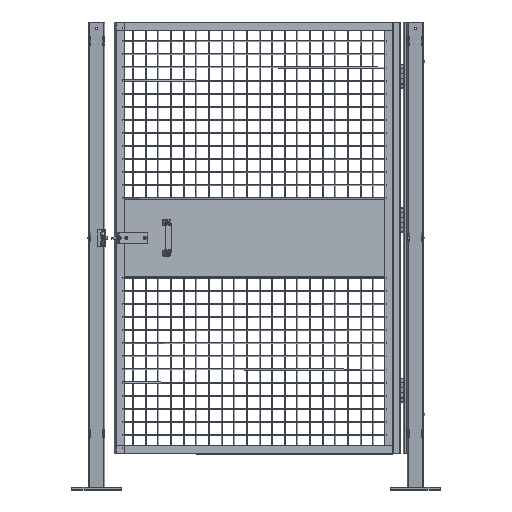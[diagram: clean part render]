
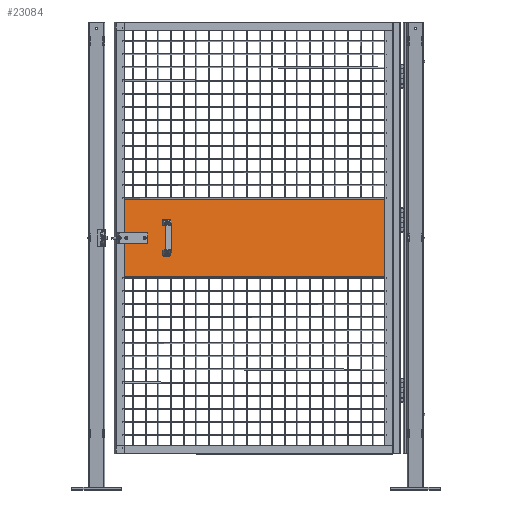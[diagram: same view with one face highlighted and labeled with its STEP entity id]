
A CAD part, top view. The second image highlights one B-rep face of the part: STEP entity #23084.
In plain terms, the highlighted planar face has unit normal (0.259, 0, 0.966).
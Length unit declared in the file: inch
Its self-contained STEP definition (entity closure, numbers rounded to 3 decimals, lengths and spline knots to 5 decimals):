
#423 = CARTESIAN_POINT ( 'NONE',  ( -44.04061, 37.6685, 12.42318 ) ) ;
#484 = CARTESIAN_POINT ( 'NONE',  ( -44.40283, 38.106, 12.52024 ) ) ;
#522 = CARTESIAN_POINT ( 'NONE',  ( -44.52357, 43.9735, 12.55259 ) ) ;
#714 = ORIENTED_EDGE ( 'NONE', *, *, #42184, .T. ) ;
#813 = LINE ( 'NONE', #30881, #38548 ) ;
#1670 = FACE_BOUND ( 'NONE', #62947, .T. ) ;
#2049 = EDGE_CURVE ( 'NONE', #45392, #43914, #23117, .T. ) ;
#2950 = DIRECTION ( 'NONE',  ( -0.259, 0., -0.966 ) ) ;
#3407 = CIRCLE ( 'NONE', #25514, 0.125 ) ;
#3655 = VECTOR ( 'NONE', #3949, 39.37008 ) ;
#3697 = CARTESIAN_POINT ( 'NONE',  ( -38.24505, 40.5435, 10.87026 ) ) ;
#3949 = DIRECTION ( 'NONE',  ( 0., 1., 0. ) ) ;
#5315 = CARTESIAN_POINT ( 'NONE',  ( -38.24505, 35.731, 10.87026 ) ) ;
#5384 = CARTESIAN_POINT ( 'NONE',  ( -4.67913, 43.9735, 1.8763 ) ) ;
#5745 = LINE ( 'NONE', #6394, #15082 ) ;
#6207 = VECTOR ( 'NONE', #9901, 39.37008 ) ;
#6394 = CARTESIAN_POINT ( 'NONE',  ( -44.52357, 43.9735, 12.55259 ) ) ;
#6584 = VERTEX_POINT ( 'NONE', #61177 ) ;
#7465 = EDGE_LOOP ( 'NONE', ( #8733, #46675, #61676, #61245 ) ) ;
#8629 = VERTEX_POINT ( 'NONE', #3697 ) ;
#8733 = ORIENTED_EDGE ( 'NONE', *, *, #19404, .F. ) ;
#8809 = CARTESIAN_POINT ( 'NONE',  ( -4.67913, 32.2385, 1.8763 ) ) ;
#8936 = CIRCLE ( 'NONE', #59601, 0.25 ) ;
#9845 = EDGE_CURVE ( 'NONE', #31320, #31320, #11169, .T. ) ;
#9901 = DIRECTION ( 'NONE',  ( -0.966, 0., 0.259 ) ) ;
#10142 = CARTESIAN_POINT ( 'NONE',  ( -38.12431, 40.5435, 10.83791 ) ) ;
#10967 = VERTEX_POINT ( 'NONE', #29313 ) ;
#11169 = CIRCLE ( 'NONE', #62846, 0.125 ) ;
#11226 = CARTESIAN_POINT ( 'NONE',  ( -44.52357, 32.2385, 12.55259 ) ) ;
#11636 = CARTESIAN_POINT ( 'NONE',  ( -43.79913, 38.7935, 12.35847 ) ) ;
#11914 = ORIENTED_EDGE ( 'NONE', *, *, #58338, .T. ) ;
#12439 = CARTESIAN_POINT ( 'NONE',  ( -43.79913, 37.6685, 12.35847 ) ) ;
#12824 = EDGE_CURVE ( 'NONE', #17232, #17232, #23250, .T. ) ;
#12844 = DIRECTION ( 'NONE',  ( 0., -1., 0. ) ) ;
#12869 = FACE_OUTER_BOUND ( 'NONE', #7465, .T. ) ;
#12973 = CARTESIAN_POINT ( 'NONE',  ( -44.28209, 38.106, 12.48788 ) ) ;
#13526 = CARTESIAN_POINT ( 'NONE',  ( -44.52357, 32.2385, 12.55259 ) ) ;
#13630 = CARTESIAN_POINT ( 'NONE',  ( -4.67913, 32.2385, 1.8763 ) ) ;
#14682 = DIRECTION ( 'NONE',  ( -0.259, 0., -0.966 ) ) ;
#15082 = VECTOR ( 'NONE', #19962, 39.37008 ) ;
#15747 = CARTESIAN_POINT ( 'NONE',  ( -41.44468, 38.106, 11.7276 ) ) ;
#17232 = VERTEX_POINT ( 'NONE', #484 ) ;
#17604 = CARTESIAN_POINT ( 'NONE',  ( -38.12431, 35.731, 10.83791 ) ) ;
#17641 = AXIS2_PLACEMENT_3D ( 'NONE', #54320, #14682, #40156 ) ;
#18824 = EDGE_CURVE ( 'NONE', #45793, #52447, #59692, .T. ) ;
#19365 = AXIS2_PLACEMENT_3D ( 'NONE', #30623, #40563, #61980 ) ;
#19404 = EDGE_CURVE ( 'NONE', #43914, #52447, #5745, .T. ) ;
#19962 = DIRECTION ( 'NONE',  ( 0.966, 0., -0.259 ) ) ;
#20094 = AXIS2_PLACEMENT_3D ( 'NONE', #12973, #64465, #24484 ) ;
#20583 = DIRECTION ( 'NONE',  ( 0.966, 0., -0.259 ) ) ;
#21165 = VERTEX_POINT ( 'NONE', #5315 ) ;
#21682 = VERTEX_POINT ( 'NONE', #423 ) ;
#22032 = ORIENTED_EDGE ( 'NONE', *, *, #36825, .T. ) ;
#22140 = FACE_BOUND ( 'NONE', #61538, .T. ) ;
#22766 = CARTESIAN_POINT ( 'NONE',  ( -43.79913, 38.5435, 12.35847 ) ) ;
#23084 = ADVANCED_FACE ( 'NONE', ( #51230, #46958, #22140, #1670, #12869, #38328 ), #59092, .F. ) ;
#23115 = EDGE_LOOP ( 'NONE', ( #28924 ) ) ;
#23117 = LINE ( 'NONE', #53188, #3655 ) ;
#23250 = CIRCLE ( 'NONE', #20094, 0.125 ) ;
#23751 = AXIS2_PLACEMENT_3D ( 'NONE', #12439, #47489, #42213 ) ;
#24484 = DIRECTION ( 'NONE',  ( -0.966, 0., 0.259 ) ) ;
#25340 = DIRECTION ( 'NONE',  ( -0.966, 0., 0.259 ) ) ;
#25371 = AXIS2_PLACEMENT_3D ( 'NONE', #17604, #27188, #47690 ) ;
#25514 = AXIS2_PLACEMENT_3D ( 'NONE', #10142, #50478, #25340 ) ;
#26676 = EDGE_CURVE ( 'NONE', #26967, #31176, #51072, .T. ) ;
#26967 = VERTEX_POINT ( 'NONE', #32895 ) ;
#27188 = DIRECTION ( 'NONE',  ( -0.259, 0., -0.966 ) ) ;
#27259 = LINE ( 'NONE', #47128, #30642 ) ;
#27915 = CARTESIAN_POINT ( 'NONE',  ( -44.52357, 32.2385, 12.55259 ) ) ;
#28509 = EDGE_CURVE ( 'NONE', #21682, #6584, #813, .T. ) ;
#28757 = VECTOR ( 'NONE', #48823, 39.37008 ) ;
#28924 = ORIENTED_EDGE ( 'NONE', *, *, #29577, .T. ) ;
#29313 = CARTESIAN_POINT ( 'NONE',  ( -43.79913, 37.4185, 12.35847 ) ) ;
#29577 = EDGE_CURVE ( 'NONE', #8629, #8629, #3407, .T. ) ;
#30623 = CARTESIAN_POINT ( 'NONE',  ( -42.35024, 38.5435, 11.97024 ) ) ;
#30642 = VECTOR ( 'NONE', #36560, 39.37008 ) ;
#30881 = CARTESIAN_POINT ( 'NONE',  ( -44.04061, 37.6685, 12.42318 ) ) ;
#31176 = VERTEX_POINT ( 'NONE', #34587 ) ;
#31320 = VERTEX_POINT ( 'NONE', #35307 ) ;
#31398 = LINE ( 'NONE', #11226, #6207 ) ;
#31663 = EDGE_CURVE ( 'NONE', #21165, #21165, #59144, .T. ) ;
#32895 = CARTESIAN_POINT ( 'NONE',  ( -42.35024, 38.7935, 11.97024 ) ) ;
#33882 = ORIENTED_EDGE ( 'NONE', *, *, #12824, .T. ) ;
#34587 = CARTESIAN_POINT ( 'NONE',  ( -42.10876, 38.5435, 11.90554 ) ) ;
#35307 = CARTESIAN_POINT ( 'NONE',  ( -41.56542, 38.106, 11.75995 ) ) ;
#35474 = LINE ( 'NONE', #45724, #46302 ) ;
#35915 = DIRECTION ( 'NONE',  ( -0.966, 0., 0.259 ) ) ;
#36560 = DIRECTION ( 'NONE',  ( -0.966, 0., 0.259 ) ) ;
#36743 = VECTOR ( 'NONE', #12844, 39.37008 ) ;
#36825 = EDGE_CURVE ( 'NONE', #31176, #59860, #58092, .T. ) ;
#38328 = FACE_BOUND ( 'NONE', #61296, .T. ) ;
#38548 = VECTOR ( 'NONE', #62240, 39.37008 ) ;
#38983 = EDGE_CURVE ( 'NONE', #64252, #26967, #35474, .T. ) ;
#40156 = DIRECTION ( 'NONE',  ( -0.966, 0., 0.259 ) ) ;
#40223 = ORIENTED_EDGE ( 'NONE', *, *, #38983, .T. ) ;
#40552 = DIRECTION ( 'NONE',  ( -0.259, 0., -0.966 ) ) ;
#40563 = DIRECTION ( 'NONE',  ( -0.259, 0., -0.966 ) ) ;
#41873 = ORIENTED_EDGE ( 'NONE', *, *, #28509, .T. ) ;
#41926 = CIRCLE ( 'NONE', #17641, 0.25 ) ;
#42184 = EDGE_CURVE ( 'NONE', #6584, #64252, #8936, .T. ) ;
#42213 = DIRECTION ( 'NONE',  ( -0.966, 0., 0.259 ) ) ;
#43370 = ORIENTED_EDGE ( 'NONE', *, *, #26676, .T. ) ;
#43914 = VERTEX_POINT ( 'NONE', #522 ) ;
#44692 = CARTESIAN_POINT ( 'NONE',  ( -42.35024, 37.4185, 11.97024 ) ) ;
#45392 = VERTEX_POINT ( 'NONE', #27915 ) ;
#45724 = CARTESIAN_POINT ( 'NONE',  ( -43.79913, 38.7935, 12.35847 ) ) ;
#45784 = ORIENTED_EDGE ( 'NONE', *, *, #31663, .T. ) ;
#45793 = VERTEX_POINT ( 'NONE', #13630 ) ;
#45935 = ORIENTED_EDGE ( 'NONE', *, *, #9845, .T. ) ;
#46302 = VECTOR ( 'NONE', #20583, 39.37008 ) ;
#46675 = ORIENTED_EDGE ( 'NONE', *, *, #2049, .F. ) ;
#46958 = FACE_BOUND ( 'NONE', #23115, .T. ) ;
#47128 = CARTESIAN_POINT ( 'NONE',  ( -43.79913, 37.4185, 12.35847 ) ) ;
#47489 = DIRECTION ( 'NONE',  ( -0.259, 0., -0.966 ) ) ;
#47690 = DIRECTION ( 'NONE',  ( -0.966, 0., 0.259 ) ) ;
#48038 = CIRCLE ( 'NONE', #23751, 0.25 ) ;
#48823 = DIRECTION ( 'NONE',  ( 0., 1., 0. ) ) ;
#48870 = DIRECTION ( 'NONE',  ( -0.966, 0., 0.259 ) ) ;
#50478 = DIRECTION ( 'NONE',  ( -0.259, 0., -0.966 ) ) ;
#50622 = VERTEX_POINT ( 'NONE', #44692 ) ;
#51072 = CIRCLE ( 'NONE', #19365, 0.25 ) ;
#51230 = FACE_BOUND ( 'NONE', #55711, .T. ) ;
#51740 = EDGE_CURVE ( 'NONE', #45793, #45392, #31398, .T. ) ;
#52447 = VERTEX_POINT ( 'NONE', #5384 ) ;
#53159 = DIRECTION ( 'NONE',  ( -0.259, 0., -0.966 ) ) ;
#53188 = CARTESIAN_POINT ( 'NONE',  ( -44.52357, 32.2385, 12.55259 ) ) ;
#53553 = EDGE_CURVE ( 'NONE', #50622, #10967, #27259, .T. ) ;
#53843 = ORIENTED_EDGE ( 'NONE', *, *, #53553, .T. ) ;
#54320 = CARTESIAN_POINT ( 'NONE',  ( -42.35024, 37.6685, 11.97024 ) ) ;
#55711 = EDGE_LOOP ( 'NONE', ( #45784 ) ) ;
#58092 = LINE ( 'NONE', #61764, #36743 ) ;
#58264 = ORIENTED_EDGE ( 'NONE', *, *, #60867, .T. ) ;
#58338 = EDGE_CURVE ( 'NONE', #10967, #21682, #48038, .T. ) ;
#59092 = PLANE ( 'NONE',  #60260 ) ;
#59144 = CIRCLE ( 'NONE', #25371, 0.125 ) ;
#59601 = AXIS2_PLACEMENT_3D ( 'NONE', #22766, #53159, #48870 ) ;
#59692 = LINE ( 'NONE', #8809, #28757 ) ;
#59860 = VERTEX_POINT ( 'NONE', #60545 ) ;
#60260 = AXIS2_PLACEMENT_3D ( 'NONE', #13526, #2950, #63071 ) ;
#60545 = CARTESIAN_POINT ( 'NONE',  ( -42.10876, 37.6685, 11.90554 ) ) ;
#60867 = EDGE_CURVE ( 'NONE', #59860, #50622, #41926, .T. ) ;
#61177 = CARTESIAN_POINT ( 'NONE',  ( -44.04061, 38.5435, 12.42318 ) ) ;
#61245 = ORIENTED_EDGE ( 'NONE', *, *, #18824, .T. ) ;
#61296 = EDGE_LOOP ( 'NONE', ( #43370, #22032, #58264, #53843, #11914, #41873, #714, #40223 ) ) ;
#61538 = EDGE_LOOP ( 'NONE', ( #45935 ) ) ;
#61676 = ORIENTED_EDGE ( 'NONE', *, *, #51740, .F. ) ;
#61764 = CARTESIAN_POINT ( 'NONE',  ( -42.10876, 37.6685, 11.90554 ) ) ;
#61980 = DIRECTION ( 'NONE',  ( -0.966, 0., 0.259 ) ) ;
#62240 = DIRECTION ( 'NONE',  ( 0., 1., 0. ) ) ;
#62846 = AXIS2_PLACEMENT_3D ( 'NONE', #15747, #40552, #35915 ) ;
#62947 = EDGE_LOOP ( 'NONE', ( #33882 ) ) ;
#63071 = DIRECTION ( 'NONE',  ( 0., -1., 0. ) ) ;
#64252 = VERTEX_POINT ( 'NONE', #11636 ) ;
#64465 = DIRECTION ( 'NONE',  ( -0.259, 0., -0.966 ) ) ;
